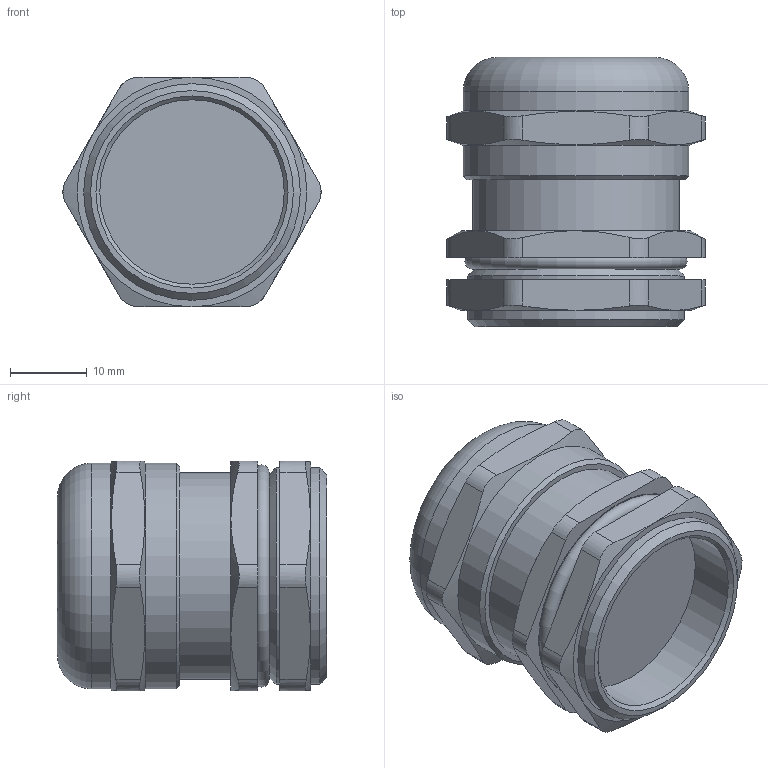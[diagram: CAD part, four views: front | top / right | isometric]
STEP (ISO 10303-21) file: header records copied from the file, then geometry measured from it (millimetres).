
FILE_DESCRIPTION(/* description */ ('','CAx-IF Rec.Pracs.---Representation and Presentation of Product Manufacturing Information (PMI)---4.0---2014-10-13'),/* implementation_level */ '2;1');
FILE_NAME(/* name */ 'ЗЭТАРУС PG21 (13-18 мм).stp',/* time_stamp */ '2023-03-01T14:32:52+07:00',/* author */ ('zeta-09'),/* organization */ (''),/* preprocessor_version */ 'ST-DEVELOPER v18.1',/* originating_system */ 'Autodesk Inventor 2021',/* authorisation */ '');
FILE_SCHEMA (('AP242_MANAGED_MODEL_BASED_3D_ENGINEERING_MIM_LF { 1 0 10303 442 1 1 4 }'));
Length unit declared in the file: millimetre
Products named in the file (1): Деталь6
Bounding box: 33.71 x 35.16 x 30 mm (x, y, z)
Volume: 20570.3 mm3; surface area: 7917 mm2
Topology: 1 solids, 5 shells, 77 faces, 182 edges, 118 vertices
Faces by surface type: plane 31, cylinder 25, cone 18, torus 3
Full cylindrical faces by diameter (mm): 24.1 x1, 26.5 x1, 27 x1, 28.3 x2, 29.5 x2
Entity records: 2571 total; most frequent: CARTESIAN_POINT 685, DIRECTION 361, ORIENTED_EDGE 360, EDGE_CURVE 182, AXIS2_PLACEMENT_3D 150, VERTEX_POINT 118, EDGE_LOOP 84, FACE_OUTER_BOUND 77
